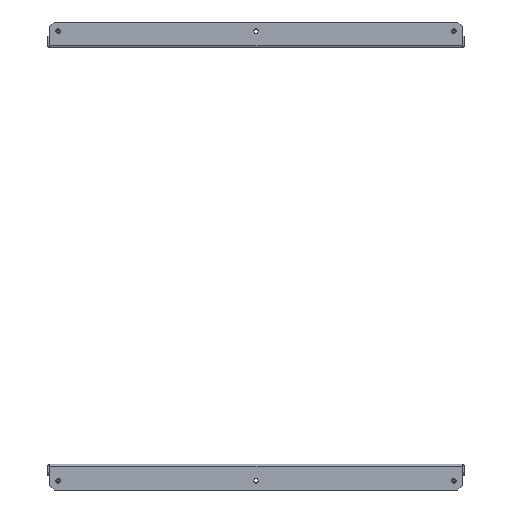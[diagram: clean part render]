
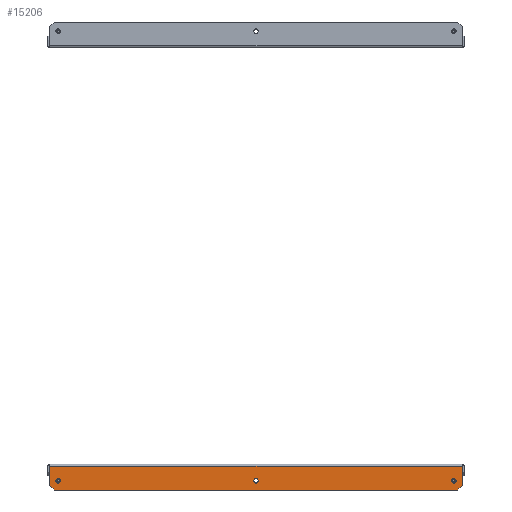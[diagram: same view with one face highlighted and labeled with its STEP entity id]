
A CAD part, left-side view. The second image highlights one B-rep face of the part: STEP entity #15206.
In plain terms, the highlighted planar face has unit normal (-1, 0, 0).
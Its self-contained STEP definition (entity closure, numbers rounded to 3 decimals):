
#155 = DIRECTION ( 'NONE',  ( 0., -0.707, -0.707 ) ) ;
#657 = VERTEX_POINT ( 'NONE', #19124 ) ;
#703 = CARTESIAN_POINT ( 'NONE',  ( -148.5, 247.5, -2.5 ) ) ;
#798 = LINE ( 'NONE', #5829, #2630 ) ;
#814 = LINE ( 'NONE', #7198, #2240 ) ;
#1337 = CIRCLE ( 'NONE', #3341, 2.75 ) ;
#1459 = LINE ( 'NONE', #6267, #8639 ) ;
#1888 = CARTESIAN_POINT ( 'NONE',  ( -148.5, 0., -17.25 ) ) ;
#2052 = CARTESIAN_POINT ( 'NONE',  ( -148.5, 136.75, -136.75 ) ) ;
#2177 = VERTEX_POINT ( 'NONE', #16812 ) ;
#2199 = CARTESIAN_POINT ( 'NONE',  ( -148.5, -237.5, -20. ) ) ;
#2233 = CARTESIAN_POINT ( 'NONE',  ( -148.5, -237.5, -20. ) ) ;
#2240 = VECTOR ( 'NONE', #19972, 1000. ) ;
#2630 = VECTOR ( 'NONE', #7182, 1000. ) ;
#2715 = FACE_OUTER_BOUND ( 'NONE', #14753, .T. ) ;
#3097 = DIRECTION ( 'NONE',  ( 0., 0., -1. ) ) ;
#3154 = CARTESIAN_POINT ( 'NONE',  ( -148.5, 247.5, -26. ) ) ;
#3341 = AXIS2_PLACEMENT_3D ( 'NONE', #12074, #7065, #19830 ) ;
#3866 = ORIENTED_EDGE ( 'NONE', *, *, #12652, .F. ) ;
#3960 = VERTEX_POINT ( 'NONE', #3154 ) ;
#4095 = VERTEX_POINT ( 'NONE', #5347 ) ;
#4479 = ORIENTED_EDGE ( 'NONE', *, *, #12974, .T. ) ;
#4969 = DIRECTION ( 'NONE',  ( 1., 0., 0. ) ) ;
#5142 = VERTEX_POINT ( 'NONE', #12504 ) ;
#5344 = CIRCLE ( 'NONE', #6342, 2.75 ) ;
#5347 = CARTESIAN_POINT ( 'NONE',  ( -148.5, 237.5, -17.25 ) ) ;
#5361 = EDGE_CURVE ( 'NONE', #657, #5142, #9286, .T. ) ;
#5400 = VERTEX_POINT ( 'NONE', #1888 ) ;
#5643 = ORIENTED_EDGE ( 'NONE', *, *, #11982, .F. ) ;
#5829 = CARTESIAN_POINT ( 'NONE',  ( -148.5, 247.5, -1.5 ) ) ;
#5904 = AXIS2_PLACEMENT_3D ( 'NONE', #2233, #4969, #8522 ) ;
#6049 = DIRECTION ( 'NONE',  ( -1., 0., 0. ) ) ;
#6224 = CARTESIAN_POINT ( 'NONE',  ( -148.5, -247.5, -31. ) ) ;
#6267 = CARTESIAN_POINT ( 'NONE',  ( -148.5, 0., -2.5 ) ) ;
#6342 = AXIS2_PLACEMENT_3D ( 'NONE', #15126, #7154, #18353 ) ;
#6401 = ORIENTED_EDGE ( 'NONE', *, *, #5361, .T. ) ;
#6462 = LINE ( 'NONE', #15811, #6567 ) ;
#6499 = ORIENTED_EDGE ( 'NONE', *, *, #11819, .F. ) ;
#6567 = VECTOR ( 'NONE', #7830, 1000. ) ;
#6722 = CARTESIAN_POINT ( 'NONE',  ( -148.5, 0., -22.75 ) ) ;
#7065 = DIRECTION ( 'NONE',  ( -1., 0., 0. ) ) ;
#7154 = DIRECTION ( 'NONE',  ( -1., 0., 0. ) ) ;
#7182 = DIRECTION ( 'NONE',  ( 0., 0., 1. ) ) ;
#7198 = CARTESIAN_POINT ( 'NONE',  ( -148.5, 247.5, -31. ) ) ;
#7442 = EDGE_LOOP ( 'NONE', ( #10437, #14049 ) ) ;
#7741 = EDGE_LOOP ( 'NONE', ( #9185, #6499 ) ) ;
#7830 = DIRECTION ( 'NONE',  ( 0., -0.707, 0.707 ) ) ;
#7955 = ORIENTED_EDGE ( 'NONE', *, *, #14057, .T. ) ;
#8522 = DIRECTION ( 'NONE',  ( 0., 0., 1. ) ) ;
#8587 = DIRECTION ( 'NONE',  ( 1., 0., 0. ) ) ;
#8639 = VECTOR ( 'NONE', #17271, 1000. ) ;
#8677 = EDGE_CURVE ( 'NONE', #3960, #13112, #798, .T. ) ;
#8821 = VERTEX_POINT ( 'NONE', #20271 ) ;
#8894 = CIRCLE ( 'NONE', #11229, 2.75 ) ;
#9001 = EDGE_CURVE ( 'NONE', #3960, #18935, #16191, .T. ) ;
#9185 = ORIENTED_EDGE ( 'NONE', *, *, #19821, .F. ) ;
#9196 = CARTESIAN_POINT ( 'NONE',  ( -148.5, 237.5, -22.75 ) ) ;
#9240 = ORIENTED_EDGE ( 'NONE', *, *, #9001, .T. ) ;
#9286 = CIRCLE ( 'NONE', #16292, 2.75 ) ;
#9849 = EDGE_CURVE ( 'NONE', #11478, #4095, #15054, .T. ) ;
#10437 = ORIENTED_EDGE ( 'NONE', *, *, #19853, .F. ) ;
#10621 = DIRECTION ( 'NONE',  ( -1., 0., 0. ) ) ;
#10763 = CARTESIAN_POINT ( 'NONE',  ( -148.5, 0., 0. ) ) ;
#10905 = CIRCLE ( 'NONE', #5904, 2.75 ) ;
#11112 = ORIENTED_EDGE ( 'NONE', *, *, #12112, .T. ) ;
#11229 = AXIS2_PLACEMENT_3D ( 'NONE', #15567, #10621, #18488 ) ;
#11478 = VERTEX_POINT ( 'NONE', #9196 ) ;
#11819 = EDGE_CURVE ( 'NONE', #16378, #5400, #8894, .T. ) ;
#11982 = EDGE_CURVE ( 'NONE', #8821, #17995, #15878, .T. ) ;
#12074 = CARTESIAN_POINT ( 'NONE',  ( -148.5, 0., -20. ) ) ;
#12112 = EDGE_CURVE ( 'NONE', #5142, #657, #10905, .T. ) ;
#12431 = DIRECTION ( 'NONE',  ( 0., 0., 1. ) ) ;
#12504 = CARTESIAN_POINT ( 'NONE',  ( -148.5, -237.5, -22.75 ) ) ;
#12652 = EDGE_CURVE ( 'NONE', #2177, #18935, #814, .T. ) ;
#12737 = DIRECTION ( 'NONE',  ( -1., 0., 0. ) ) ;
#12974 = EDGE_CURVE ( 'NONE', #2177, #17995, #6462, .T. ) ;
#13112 = VERTEX_POINT ( 'NONE', #703 ) ;
#13340 = VECTOR ( 'NONE', #155, 1000. ) ;
#13601 = CARTESIAN_POINT ( 'NONE',  ( -148.5, 242.5, -31. ) ) ;
#14049 = ORIENTED_EDGE ( 'NONE', *, *, #9849, .F. ) ;
#14057 = EDGE_CURVE ( 'NONE', #8821, #13112, #1459, .T. ) ;
#14753 = EDGE_LOOP ( 'NONE', ( #19284, #9240, #3866, #4479, #5643, #7955 ) ) ;
#14975 = DIRECTION ( 'NONE',  ( 0., 0., 1. ) ) ;
#15054 = CIRCLE ( 'NONE', #17733, 2.75 ) ;
#15126 = CARTESIAN_POINT ( 'NONE',  ( -148.5, 237.5, -20. ) ) ;
#15206 = ADVANCED_FACE ( 'NONE', ( #17055, #20281, #20593, #2715 ), #18916, .T. ) ;
#15567 = CARTESIAN_POINT ( 'NONE',  ( -148.5, 0., -20. ) ) ;
#15811 = CARTESIAN_POINT ( 'NONE',  ( -148.5, -136.75, -136.75 ) ) ;
#15878 = LINE ( 'NONE', #6224, #19261 ) ;
#16191 = LINE ( 'NONE', #2052, #13340 ) ;
#16292 = AXIS2_PLACEMENT_3D ( 'NONE', #2199, #8587, #14975 ) ;
#16378 = VERTEX_POINT ( 'NONE', #6722 ) ;
#16812 = CARTESIAN_POINT ( 'NONE',  ( -148.5, -242.5, -31. ) ) ;
#16938 = CARTESIAN_POINT ( 'NONE',  ( -148.5, -247.5, -26. ) ) ;
#17055 = FACE_BOUND ( 'NONE', #7741, .T. ) ;
#17271 = DIRECTION ( 'NONE',  ( 0., 1., 0. ) ) ;
#17357 = DIRECTION ( 'NONE',  ( 0., 0., 1. ) ) ;
#17733 = AXIS2_PLACEMENT_3D ( 'NONE', #20691, #12737, #12431 ) ;
#17995 = VERTEX_POINT ( 'NONE', #16938 ) ;
#18028 = AXIS2_PLACEMENT_3D ( 'NONE', #10763, #6049, #17357 ) ;
#18353 = DIRECTION ( 'NONE',  ( 0., 0., 1. ) ) ;
#18488 = DIRECTION ( 'NONE',  ( 0., 0., 1. ) ) ;
#18916 = PLANE ( 'NONE',  #18028 ) ;
#18935 = VERTEX_POINT ( 'NONE', #13601 ) ;
#19124 = CARTESIAN_POINT ( 'NONE',  ( -148.5, -237.5, -17.25 ) ) ;
#19261 = VECTOR ( 'NONE', #3097, 1000. ) ;
#19284 = ORIENTED_EDGE ( 'NONE', *, *, #8677, .F. ) ;
#19403 = EDGE_LOOP ( 'NONE', ( #6401, #11112 ) ) ;
#19821 = EDGE_CURVE ( 'NONE', #5400, #16378, #1337, .T. ) ;
#19830 = DIRECTION ( 'NONE',  ( 0., 0., 1. ) ) ;
#19853 = EDGE_CURVE ( 'NONE', #4095, #11478, #5344, .T. ) ;
#19972 = DIRECTION ( 'NONE',  ( 0., 1., 0. ) ) ;
#20271 = CARTESIAN_POINT ( 'NONE',  ( -148.5, -247.5, -2.5 ) ) ;
#20281 = FACE_BOUND ( 'NONE', #19403, .T. ) ;
#20593 = FACE_BOUND ( 'NONE', #7442, .T. ) ;
#20691 = CARTESIAN_POINT ( 'NONE',  ( -148.5, 237.5, -20. ) ) ;
